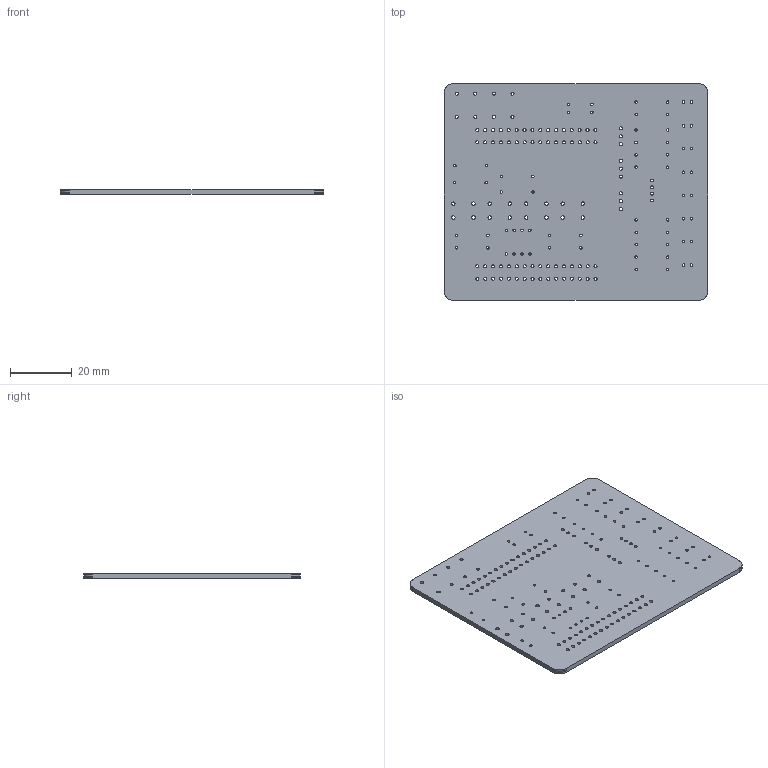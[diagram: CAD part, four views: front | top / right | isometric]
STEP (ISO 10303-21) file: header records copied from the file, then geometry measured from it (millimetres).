
FILE_DESCRIPTION(('KiCad electronic assembly'),'2;1');
FILE_NAME('Placa_base.step','2023-02-04T18:36:11',('Pcbnew'),('Kicad'), 'Open CASCADE STEP processor 7.5','KiCad to STEP converter','Unknown' );
FILE_SCHEMA(('AUTOMOTIVE_DESIGN { 1 0 10303 214 1 1 1 1 }'));
Length unit declared in the file: millimetre
Products named in the file (2): Placa_base 1; PCB
Assembly tree (1 placements, depth 2):
  Placa_base 1
    PCB
Bounding box: 85 x 70 x 1.58 mm (x, y, z)
Volume: 9204.3 mm3; surface area: 12910 mm2
Topology: 1 solids, 1 shells, 229 faces, 681 edges, 454 vertices
Faces by surface type: cylinder 167, plane 62
Full cylindrical faces by diameter (mm): 0.8 x50, 0.9 x20, 1 x81, 1.1 x16
Entity records: 18419 total; most frequent: CARTESIAN_POINT 4732, DIRECTION 2505, LINE 1375, VECTOR 1375, ORIENTED_EDGE 1362, PCURVE 1362, DEFINITIONAL_REPRESENTATION 1362, EDGE_CURVE 681
